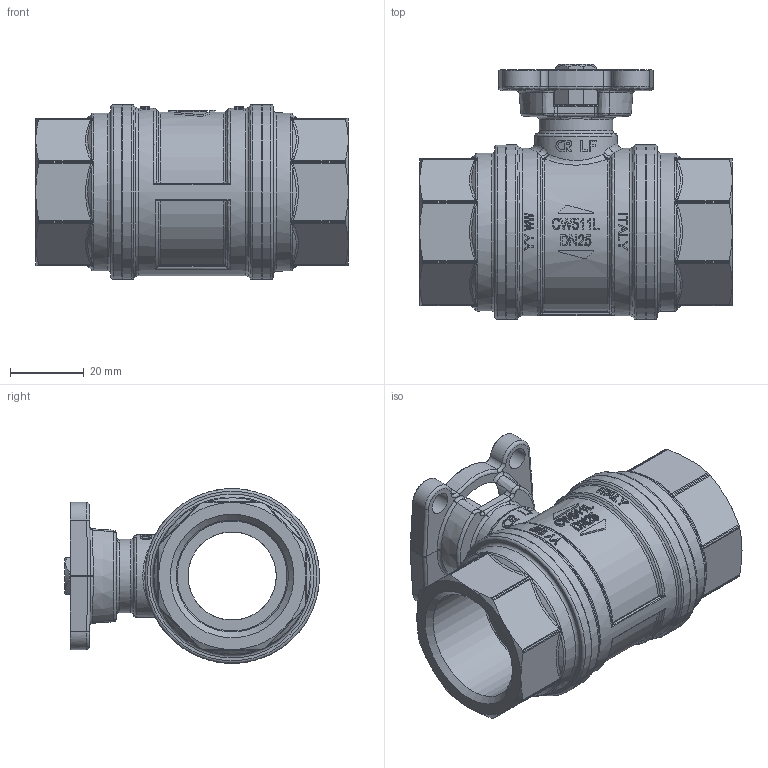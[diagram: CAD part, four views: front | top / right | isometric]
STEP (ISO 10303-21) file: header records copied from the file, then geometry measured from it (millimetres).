
FILE_DESCRIPTION(/* description */ (''),/* implementation_level */ '2;1');
FILE_NAME(/* name */ 'S477F00BL.stp',/* time_stamp */ '2022-04-28T09:19:33+02:00',/* author */ ('Bonomellir'),/* organization */ (''),/* preprocessor_version */ 'ST-DEVELOPER v18.1',/* originating_system */ 'Autodesk Inventor 2021',/* authorisation */ '');
FILE_SCHEMA (('AUTOMOTIVE_DESIGN { 1 0 10303 214 3 1 1 }'));
Length unit declared in the file: millimetre
Products named in the file (4): S477F00BL; M477F00BL; PA6GG6BL; O477F00G
Assembly tree (4 placements, depth 2):
  S477F00BL
    M477F00BL
    PA6GG6BL
    O477F00G  x2
Bounding box: 85 x 69.3 x 47.5 mm (x, y, z)
Volume: 102197.8 mm3; surface area: 35632.2 mm2
Topology: 4 solids, 4 shells, 714 faces, 1823 edges, 1110 vertices
Faces by surface type: bspline 282, plane 198, cylinder 134, cone 59, torus 39, sphere 2
Full cylindrical faces by diameter (mm): 3.242 x1, 5.5 x1, 6 x4, 12.92 x1, 20 x1, 22.5 x1, 24 x3, 26 x1, 30.5 x2, 41 x2, 43 x2, 45.5 x1, 47.5 x4
Entity records: 25019 total; most frequent: CARTESIAN_POINT 11355, ORIENTED_EDGE 3094, DIRECTION 2266, EDGE_CURVE 1547, VERTEX_POINT 973, AXIS2_PLACEMENT_3D 878, EDGE_LOOP 660, FACE_OUTER_BOUND 611
